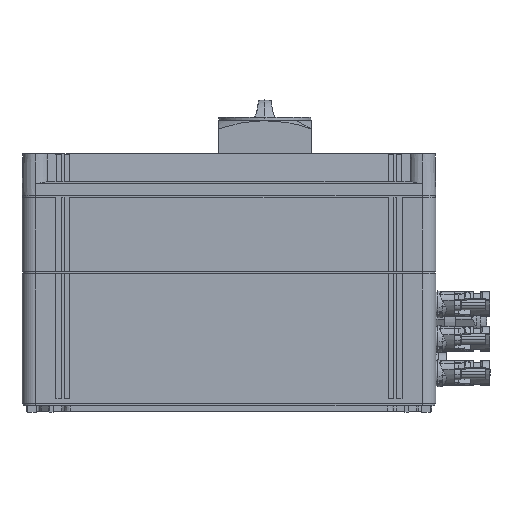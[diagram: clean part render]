
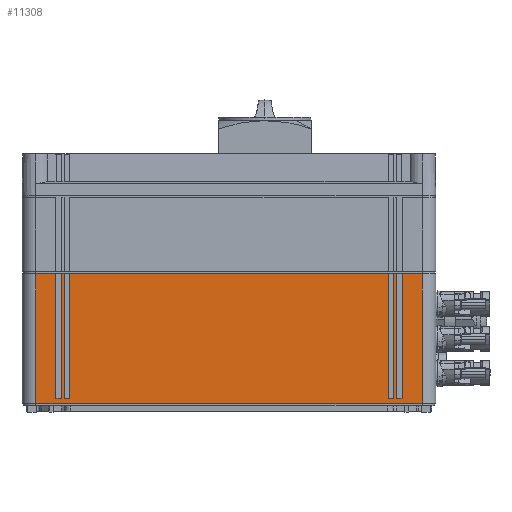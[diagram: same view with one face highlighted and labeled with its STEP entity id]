
A CAD part, left-side view. The second image highlights one B-rep face of the part: STEP entity #11308.
In plain terms, the highlighted planar face has unit normal (-1, 0, 0).
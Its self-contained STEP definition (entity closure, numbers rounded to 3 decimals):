
#11210=AXIS2_PLACEMENT_3D('Plane Axis2P3D',#11207,#11208,#11209) ;
#7172=CARTESIAN_POINT('Vertex',(0.,329.25,100.067)) ;
#7737=CARTESIAN_POINT('Vertex',(0.,49.25,100.067)) ;
#7771=CARTESIAN_POINT('Vertex',(0.,310.75,100.067)) ;
#7774=CARTESIAN_POINT('Line Origine',(0.,309.75,100.067)) ;
#7778=CARTESIAN_POINT('Vertex',(0.,308.75,100.067)) ;
#7799=CARTESIAN_POINT('Vertex',(0.,304.75,100.067)) ;
#7802=CARTESIAN_POINT('Line Origine',(0.,189.25,100.067)) ;
#7806=CARTESIAN_POINT('Vertex',(0.,73.75,100.067)) ;
#7827=CARTESIAN_POINT('Vertex',(0.,69.75,100.067)) ;
#7830=CARTESIAN_POINT('Line Origine',(0.,68.75,100.067)) ;
#7834=CARTESIAN_POINT('Vertex',(0.,67.75,100.067)) ;
#7855=CARTESIAN_POINT('Vertex',(0.,63.75,100.067)) ;
#7858=CARTESIAN_POINT('Line Origine',(0.,56.5,100.067)) ;
#7863=CARTESIAN_POINT('Line Origine',(0.,322.,100.067)) ;
#7867=CARTESIAN_POINT('Vertex',(0.,314.75,100.067)) ;
#9207=CARTESIAN_POINT('Line Origine',(0.,329.25,100.067)) ;
#9211=CARTESIAN_POINT('Vertex',(0.,329.25,6.433)) ;
#11135=CARTESIAN_POINT('Line Origine',(0.,49.25,100.067)) ;
#11139=CARTESIAN_POINT('Vertex',(0.,49.25,6.433)) ;
#11191=CARTESIAN_POINT('Vertex',(0.,310.75,10.)) ;
#11194=CARTESIAN_POINT('Line Origine',(0.,310.75,55.033)) ;
#11207=CARTESIAN_POINT('Axis2P3D Location',(0.,49.25,100.067)) ;
#11212=CARTESIAN_POINT('Line Origine',(0.,65.75,10.)) ;
#11216=CARTESIAN_POINT('Vertex',(0.,63.75,10.)) ;
#11218=CARTESIAN_POINT('Vertex',(0.,67.75,10.)) ;
#11221=CARTESIAN_POINT('Line Origine',(0.,67.75,55.033)) ;
#11226=CARTESIAN_POINT('Line Origine',(0.,69.75,55.033)) ;
#11230=CARTESIAN_POINT('Vertex',(0.,69.75,10.)) ;
#11233=CARTESIAN_POINT('Line Origine',(0.,71.75,10.)) ;
#11237=CARTESIAN_POINT('Vertex',(0.,73.75,10.)) ;
#11240=CARTESIAN_POINT('Line Origine',(0.,73.75,55.033)) ;
#11245=CARTESIAN_POINT('Line Origine',(0.,304.75,55.033)) ;
#11249=CARTESIAN_POINT('Vertex',(0.,304.75,10.)) ;
#11252=CARTESIAN_POINT('Line Origine',(0.,306.75,10.)) ;
#11256=CARTESIAN_POINT('Vertex',(0.,308.75,10.)) ;
#11259=CARTESIAN_POINT('Line Origine',(0.,308.75,55.033)) ;
#11264=CARTESIAN_POINT('Line Origine',(0.,312.75,10.)) ;
#11268=CARTESIAN_POINT('Vertex',(0.,314.75,10.)) ;
#11271=CARTESIAN_POINT('Line Origine',(0.,314.75,55.033)) ;
#11276=CARTESIAN_POINT('Line Origine',(0.,189.25,6.433)) ;
#11281=CARTESIAN_POINT('Line Origine',(0.,63.75,55.033)) ;
#7775=DIRECTION('Vector Direction',(0.,1.,0.)) ;
#7803=DIRECTION('Vector Direction',(0.,1.,0.)) ;
#7831=DIRECTION('Vector Direction',(0.,1.,0.)) ;
#7859=DIRECTION('Vector Direction',(0.,1.,0.)) ;
#7864=DIRECTION('Vector Direction',(0.,1.,0.)) ;
#9208=DIRECTION('Vector Direction',(0.,0.,-1.)) ;
#11136=DIRECTION('Vector Direction',(0.,0.,-1.)) ;
#11195=DIRECTION('Vector Direction',(0.,0.,-1.)) ;
#11208=DIRECTION('Axis2P3D Direction',(-1.,0.,-0.)) ;
#11209=DIRECTION('Axis2P3D XDirection',(0.,1.,0.)) ;
#11213=DIRECTION('Vector Direction',(0.,1.,0.)) ;
#11222=DIRECTION('Vector Direction',(0.,0.,1.)) ;
#11227=DIRECTION('Vector Direction',(0.,0.,-1.)) ;
#11234=DIRECTION('Vector Direction',(0.,1.,0.)) ;
#11241=DIRECTION('Vector Direction',(0.,0.,1.)) ;
#11246=DIRECTION('Vector Direction',(0.,0.,-1.)) ;
#11253=DIRECTION('Vector Direction',(0.,1.,0.)) ;
#11260=DIRECTION('Vector Direction',(0.,0.,1.)) ;
#11265=DIRECTION('Vector Direction',(0.,1.,0.)) ;
#11272=DIRECTION('Vector Direction',(0.,0.,1.)) ;
#11277=DIRECTION('Vector Direction',(0.,1.,0.)) ;
#11282=DIRECTION('Vector Direction',(0.,0.,-1.)) ;
#7776=VECTOR('Line Direction',#7775,1.) ;
#7804=VECTOR('Line Direction',#7803,1.) ;
#7832=VECTOR('Line Direction',#7831,1.) ;
#7860=VECTOR('Line Direction',#7859,1.) ;
#7865=VECTOR('Line Direction',#7864,1.) ;
#9209=VECTOR('Line Direction',#9208,1.) ;
#11137=VECTOR('Line Direction',#11136,1.) ;
#11196=VECTOR('Line Direction',#11195,1.) ;
#11214=VECTOR('Line Direction',#11213,1.) ;
#11223=VECTOR('Line Direction',#11222,1.) ;
#11228=VECTOR('Line Direction',#11227,1.) ;
#11235=VECTOR('Line Direction',#11234,1.) ;
#11242=VECTOR('Line Direction',#11241,1.) ;
#11247=VECTOR('Line Direction',#11246,1.) ;
#11254=VECTOR('Line Direction',#11253,1.) ;
#11261=VECTOR('Line Direction',#11260,1.) ;
#11266=VECTOR('Line Direction',#11265,1.) ;
#11273=VECTOR('Line Direction',#11272,1.) ;
#11278=VECTOR('Line Direction',#11277,1.) ;
#11283=VECTOR('Line Direction',#11282,1.) ;
#11287=ORIENTED_EDGE('',*,*,#11220,.T.) ;
#11288=ORIENTED_EDGE('',*,*,#11225,.T.) ;
#11289=ORIENTED_EDGE('',*,*,#7836,.T.) ;
#11290=ORIENTED_EDGE('',*,*,#11232,.T.) ;
#11291=ORIENTED_EDGE('',*,*,#11239,.T.) ;
#11292=ORIENTED_EDGE('',*,*,#11244,.T.) ;
#11293=ORIENTED_EDGE('',*,*,#7808,.T.) ;
#11294=ORIENTED_EDGE('',*,*,#11251,.T.) ;
#11295=ORIENTED_EDGE('',*,*,#11258,.T.) ;
#11296=ORIENTED_EDGE('',*,*,#11263,.T.) ;
#11297=ORIENTED_EDGE('',*,*,#7780,.T.) ;
#11298=ORIENTED_EDGE('',*,*,#11198,.T.) ;
#11299=ORIENTED_EDGE('',*,*,#11270,.T.) ;
#11300=ORIENTED_EDGE('',*,*,#11275,.T.) ;
#11301=ORIENTED_EDGE('',*,*,#7869,.T.) ;
#11302=ORIENTED_EDGE('',*,*,#9213,.T.) ;
#11303=ORIENTED_EDGE('',*,*,#11280,.F.) ;
#11304=ORIENTED_EDGE('',*,*,#11141,.F.) ;
#11305=ORIENTED_EDGE('',*,*,#7862,.T.) ;
#11306=ORIENTED_EDGE('',*,*,#11285,.T.) ;
#11308=ADVANCED_FACE('Hauptk\X2\00F6\X0\rper',(#11307),#11211,.T.) ;
#7780=EDGE_CURVE('',#7779,#7772,#7777,.T.) ;
#7808=EDGE_CURVE('',#7807,#7800,#7805,.T.) ;
#7836=EDGE_CURVE('',#7835,#7828,#7833,.T.) ;
#7862=EDGE_CURVE('',#7738,#7856,#7861,.T.) ;
#7869=EDGE_CURVE('',#7868,#7173,#7866,.T.) ;
#9213=EDGE_CURVE('',#7173,#9212,#9210,.T.) ;
#11141=EDGE_CURVE('',#7738,#11140,#11138,.T.) ;
#11198=EDGE_CURVE('',#7772,#11192,#11197,.T.) ;
#11220=EDGE_CURVE('',#11217,#11219,#11215,.T.) ;
#11225=EDGE_CURVE('',#11219,#7835,#11224,.T.) ;
#11232=EDGE_CURVE('',#7828,#11231,#11229,.T.) ;
#11239=EDGE_CURVE('',#11231,#11238,#11236,.T.) ;
#11244=EDGE_CURVE('',#11238,#7807,#11243,.T.) ;
#11251=EDGE_CURVE('',#7800,#11250,#11248,.T.) ;
#11258=EDGE_CURVE('',#11250,#11257,#11255,.T.) ;
#11263=EDGE_CURVE('',#11257,#7779,#11262,.T.) ;
#11270=EDGE_CURVE('',#11192,#11269,#11267,.T.) ;
#11275=EDGE_CURVE('',#11269,#7868,#11274,.T.) ;
#11280=EDGE_CURVE('',#11140,#9212,#11279,.T.) ;
#11285=EDGE_CURVE('',#7856,#11217,#11284,.T.) ;
#11286=EDGE_LOOP('',(#11287,#11288,#11289,#11290,#11291,#11292,#11293,#11294,#11295,#11296,#11297,#11298,#11299,#11300,#11301,#11302,#11303,#11304,#11305,#11306)) ;
#11307=FACE_OUTER_BOUND('',#11286,.T.) ;
#7777=LINE('Line',#7774,#7776) ;
#7805=LINE('Line',#7802,#7804) ;
#7833=LINE('Line',#7830,#7832) ;
#7861=LINE('Line',#7858,#7860) ;
#7866=LINE('Line',#7863,#7865) ;
#9210=LINE('Line',#9207,#9209) ;
#11138=LINE('Line',#11135,#11137) ;
#11197=LINE('Line',#11194,#11196) ;
#11215=LINE('Line',#11212,#11214) ;
#11224=LINE('Line',#11221,#11223) ;
#11229=LINE('Line',#11226,#11228) ;
#11236=LINE('Line',#11233,#11235) ;
#11243=LINE('Line',#11240,#11242) ;
#11248=LINE('Line',#11245,#11247) ;
#11255=LINE('Line',#11252,#11254) ;
#11262=LINE('Line',#11259,#11261) ;
#11267=LINE('Line',#11264,#11266) ;
#11274=LINE('Line',#11271,#11273) ;
#11279=LINE('Line',#11276,#11278) ;
#11284=LINE('Line',#11281,#11283) ;
#11211=PLANE('',#11210) ;
#7173=VERTEX_POINT('',#7172) ;
#7738=VERTEX_POINT('',#7737) ;
#7772=VERTEX_POINT('',#7771) ;
#7779=VERTEX_POINT('',#7778) ;
#7800=VERTEX_POINT('',#7799) ;
#7807=VERTEX_POINT('',#7806) ;
#7828=VERTEX_POINT('',#7827) ;
#7835=VERTEX_POINT('',#7834) ;
#7856=VERTEX_POINT('',#7855) ;
#7868=VERTEX_POINT('',#7867) ;
#9212=VERTEX_POINT('',#9211) ;
#11140=VERTEX_POINT('',#11139) ;
#11192=VERTEX_POINT('',#11191) ;
#11217=VERTEX_POINT('',#11216) ;
#11219=VERTEX_POINT('',#11218) ;
#11231=VERTEX_POINT('',#11230) ;
#11238=VERTEX_POINT('',#11237) ;
#11250=VERTEX_POINT('',#11249) ;
#11257=VERTEX_POINT('',#11256) ;
#11269=VERTEX_POINT('',#11268) ;
